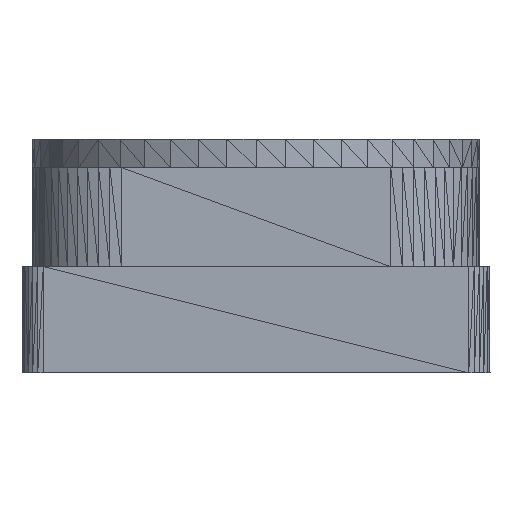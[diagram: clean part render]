
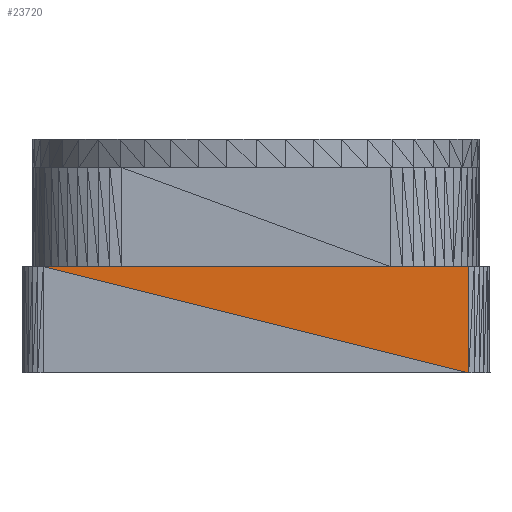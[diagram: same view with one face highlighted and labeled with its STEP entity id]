
A CAD part, left-side view. The second image highlights one B-rep face of the part: STEP entity #23720.
In plain terms, the highlighted planar face has unit normal (-1, 0, 0).
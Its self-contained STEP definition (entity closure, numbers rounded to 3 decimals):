
#1022=FACE_OUTER_BOUND('',#3086,.T.);
#3086=EDGE_LOOP('',(#17478,#17479,#17480));
#4753=LINE('',#35303,#7849);
#5891=LINE('',#37581,#8987);
#5892=LINE('',#37582,#8988);
#7849=VECTOR('',#28137,10.);
#8987=VECTOR('',#30621,10.);
#8988=VECTOR('',#30622,10.);
#10373=VERTEX_POINT('',#34225);
#10583=VERTEX_POINT('',#35198);
#10610=VERTEX_POINT('',#35301);
#11971=EDGE_CURVE('',#10610,#10583,#4753,.T.);
#13109=EDGE_CURVE('',#10373,#10583,#5891,.T.);
#13110=EDGE_CURVE('',#10373,#10610,#5892,.T.);
#17478=ORIENTED_EDGE('',*,*,#13109,.F.);
#17479=ORIENTED_EDGE('',*,*,#13110,.T.);
#17480=ORIENTED_EDGE('',*,*,#11971,.T.);
#21656=PLANE('',#25798);
#23720=ADVANCED_FACE('',(#1022),#21656,.T.);
#25798=AXIS2_PLACEMENT_3D('',#37580,#30619,#30620);
#28137=DIRECTION('',(0.,1.,0.));
#30619=DIRECTION('center_axis',(-1.,0.,
0.));
#30620=DIRECTION('ref_axis',(0.,0.,1.));
#30621=DIRECTION('',(0.,0.97,0.242));
#30622=DIRECTION('',(0.,0.,1.));
#34225=CARTESIAN_POINT('',(-425.108,-78.793,0.01));
#35198=CARTESIAN_POINT('',(-425.103,161.276,60.005));
#35301=CARTESIAN_POINT('',(-425.108,-78.792,60.009));
#35303=CARTESIAN_POINT('',(-425.108,-78.792,60.009));
#37580=CARTESIAN_POINT('Origin',(-425.108,-78.792,60.009));
#37581=CARTESIAN_POINT('',(-425.108,-78.793,0.01));
#37582=CARTESIAN_POINT('',(-425.108,-78.793,0.01));
